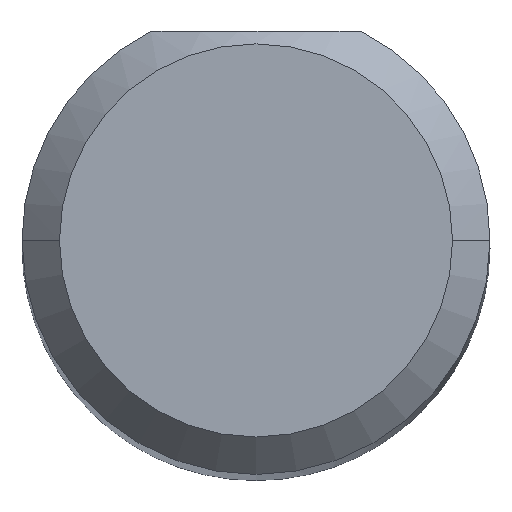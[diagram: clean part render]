
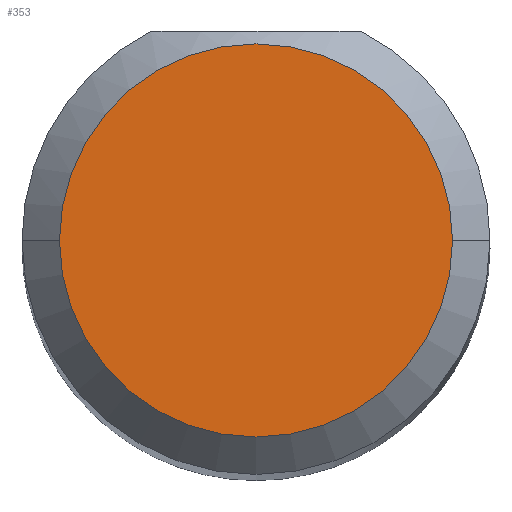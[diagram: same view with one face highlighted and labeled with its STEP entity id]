
A CAD part, top view. The second image highlights one B-rep face of the part: STEP entity #353.
In plain terms, the highlighted planar face has unit normal (0, 0, 1).
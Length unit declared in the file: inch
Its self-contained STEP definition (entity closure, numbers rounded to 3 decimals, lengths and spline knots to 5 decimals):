
#1 = CARTESIAN_POINT ( 'NONE',  ( 0., 0., 2. ) ) ;
#50 = DIRECTION ( 'NONE',  ( 0., 0., 1. ) ) ;
#62 = EDGE_CURVE ( 'NONE', #275, #402, #343, .T. ) ;
#133 = DIRECTION ( 'NONE',  ( 0., 0., 1. ) ) ;
#140 = DIRECTION ( 'NONE',  ( 1., 0., 0. ) ) ;
#218 = DIRECTION ( 'NONE',  ( 1., 0., 0. ) ) ;
#245 = CARTESIAN_POINT ( 'NONE',  ( 0.07875, 0., 2. ) ) ;
#256 = DIRECTION ( 'NONE',  ( 1., 0., 0. ) ) ;
#275 = VERTEX_POINT ( 'NONE', #245 ) ;
#283 = AXIS2_PLACEMENT_3D ( 'NONE', #489, #381, #256 ) ;
#343 = CIRCLE ( 'NONE', #283, 0.07875 ) ;
#353 = ADVANCED_FACE ( 'NONE', ( #508 ), #468, .T. ) ;
#372 = ORIENTED_EDGE ( 'NONE', *, *, #398, .T. ) ;
#381 = DIRECTION ( 'NONE',  ( 0., 0., 1. ) ) ;
#395 = AXIS2_PLACEMENT_3D ( 'NONE', #1, #50, #218 ) ;
#398 = EDGE_CURVE ( 'NONE', #402, #275, #478, .T. ) ;
#402 = VERTEX_POINT ( 'NONE', #506 ) ;
#424 = AXIS2_PLACEMENT_3D ( 'NONE', #425, #133, #140 ) ;
#425 = CARTESIAN_POINT ( 'NONE',  ( 0., 0., 2. ) ) ;
#468 = PLANE ( 'NONE',  #424 ) ;
#472 = EDGE_LOOP ( 'NONE', ( #372, #511 ) ) ;
#478 = CIRCLE ( 'NONE', #395, 0.07875 ) ;
#489 = CARTESIAN_POINT ( 'NONE',  ( 0., 0., 2. ) ) ;
#506 = CARTESIAN_POINT ( 'NONE',  ( -0.07875, 0., 2. ) ) ;
#508 = FACE_OUTER_BOUND ( 'NONE', #472, .T. ) ;
#511 = ORIENTED_EDGE ( 'NONE', *, *, #62, .T. ) ;
